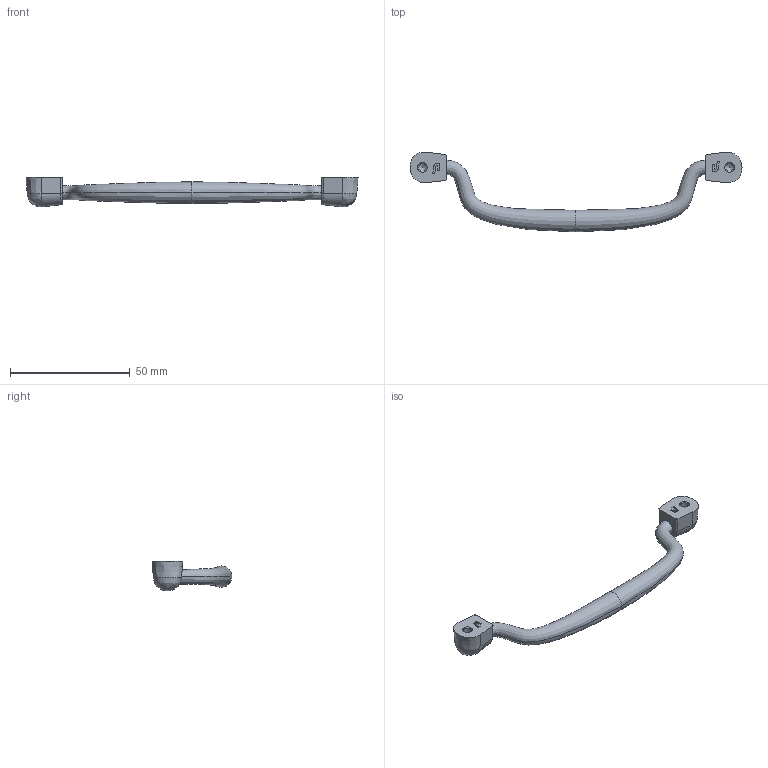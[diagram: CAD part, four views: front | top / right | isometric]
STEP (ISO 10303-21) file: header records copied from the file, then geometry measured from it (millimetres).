
FILE_DESCRIPTION(/* description */ (''),/* implementation_level */ '2;1');
FILE_NAME(/* name */ '0516_128_02.stp',/* time_stamp */ '2023-01-02T15:48:46+01:00',/* author */ ('jferrer'),/* organization */ (''),/* preprocessor_version */ 'ST-DEVELOPER v18.1',/* originating_system */ 'Autodesk Inventor 2022',/* authorisation */ '');
FILE_SCHEMA (('CONFIG_CONTROL_DESIGN'));
Length unit declared in the file: millimetre
Products named in the file (3): 0516_128_01; pendant_HAN_128; pendant_FOOT_
Assembly tree (3 placements, depth 2):
  0516_128_01
    pendant_HAN_128
    pendant_FOOT_  x2
Bounding box: 138.42 x 33.23 x 12.43 mm (x, y, z)
Volume: 8910.5 mm3; surface area: 5221.7 mm2
Topology: 3 solids, 3 shells, 94 faces, 226 edges, 144 vertices
Faces by surface type: plane 44, bspline 25, cylinder 17, cone 6, torus 2
Full cylindrical faces by diameter (mm): 3 x1, 3.2 x2, 3.242 x2
Entity records: 4189 total; most frequent: CARTESIAN_POINT 2765, ORIENTED_EDGE 278, DIRECTION 256, EDGE_CURVE 139, AXIS2_PLACEMENT_3D 92, VERTEX_POINT 89, LINE 72, VECTOR 72
